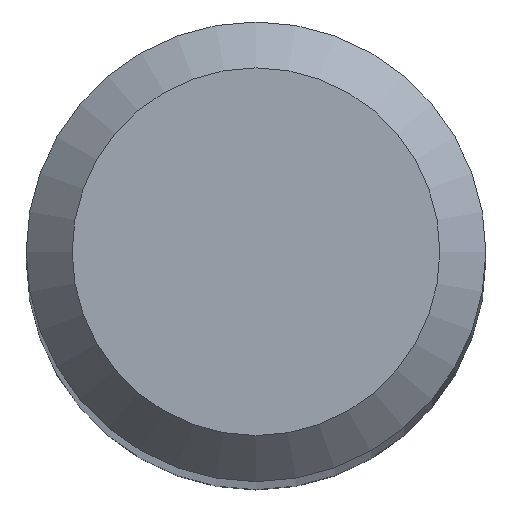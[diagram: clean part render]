
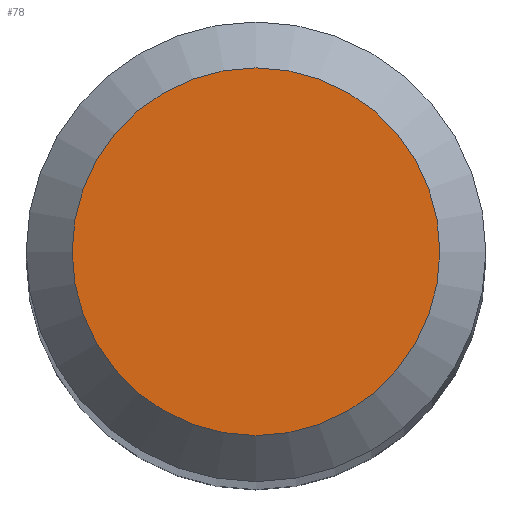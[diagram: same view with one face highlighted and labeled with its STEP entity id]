
A CAD part, top view. The second image highlights one B-rep face of the part: STEP entity #78.
In plain terms, the highlighted planar face has unit normal (0, 0, 1).
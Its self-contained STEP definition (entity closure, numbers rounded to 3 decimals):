
#5 = DIRECTION ( 'NONE',  ( 0., 1., 0. ) ) ;
#21 = CIRCLE ( 'NONE', #64, 1.6 ) ;
#26 = DIRECTION ( 'NONE',  ( 0., 1., 0. ) ) ;
#28 = FACE_OUTER_BOUND ( 'NONE', #169, .T. ) ;
#31 = CARTESIAN_POINT ( 'NONE',  ( 0., 1.6, 42. ) ) ;
#46 = AXIS2_PLACEMENT_3D ( 'NONE', #189, #89, #5 ) ;
#47 = VERTEX_POINT ( 'NONE', #31 ) ;
#64 = AXIS2_PLACEMENT_3D ( 'NONE', #203, #66, #26 ) ;
#66 = DIRECTION ( 'NONE',  ( 0., 0., -1. ) ) ;
#78 = ADVANCED_FACE ( 'NONE', ( #28 ), #105, .F. ) ;
#85 = ORIENTED_EDGE ( 'NONE', *, *, #94, .F. ) ;
#89 = DIRECTION ( 'NONE',  ( 0., 0., -1. ) ) ;
#94 = EDGE_CURVE ( 'NONE', #47, #47, #21, .T. ) ;
#105 = PLANE ( 'NONE',  #46 ) ;
#169 = EDGE_LOOP ( 'NONE', ( #85 ) ) ;
#189 = CARTESIAN_POINT ( 'NONE',  ( 0., 0., 42. ) ) ;
#203 = CARTESIAN_POINT ( 'NONE',  ( 0., 0., 42. ) ) ;
